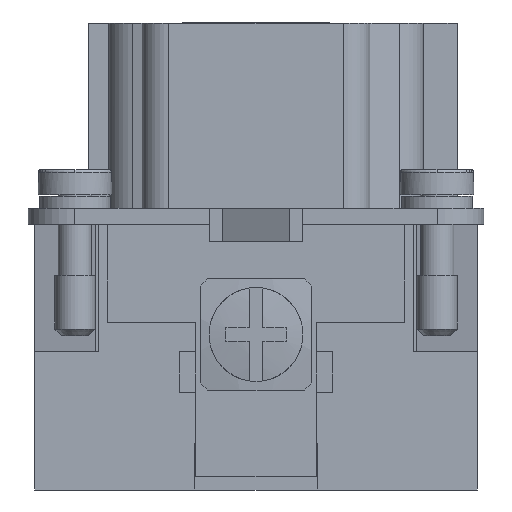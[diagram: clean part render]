
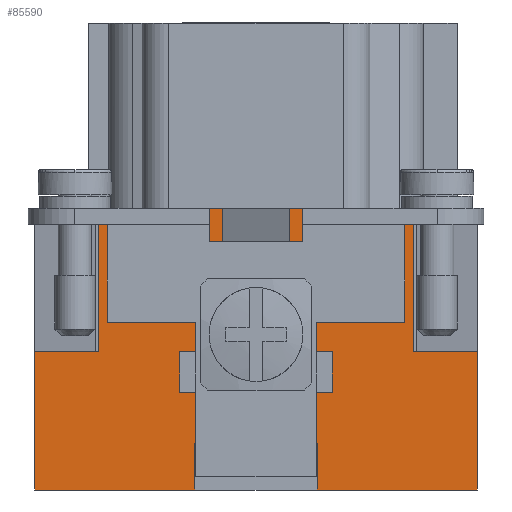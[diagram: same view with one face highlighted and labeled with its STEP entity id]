
A CAD part, left-side view. The second image highlights one B-rep face of the part: STEP entity #85590.
In plain terms, the highlighted planar face has unit normal (-1, 0, 0).
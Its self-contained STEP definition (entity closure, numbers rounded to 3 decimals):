
#32980=CARTESIAN_POINT('',(-14.85,11.75,21.));
#32990=VERTEX_POINT('',#32980);
#33020=CARTESIAN_POINT('',(-14.85,11.75,21.));
#33030=DIRECTION('',(0.,0.,-1.));
#33040=VECTOR('',#33030,10.7);
#33050=LINE('',#33020,#33040);
#33060=CARTESIAN_POINT('',(-14.85,11.75,10.3));
#33070=VERTEX_POINT('',#33060);
#33080=EDGE_CURVE('',#32990,#33070,#33050,.T.);
#37200=CARTESIAN_POINT('',(-14.85,4.55,3.5));
#37210=VERTEX_POINT('',#37200);
#37240=CARTESIAN_POINT('',(-14.85,4.55,3.5));
#37250=DIRECTION('',(0.,-1.,0.));
#37260=VECTOR('',#37250,9.1);
#37270=LINE('',#37240,#37260);
#37280=CARTESIAN_POINT('',(-14.85,-4.55,3.5));
#37290=VERTEX_POINT('',#37280);
#37300=EDGE_CURVE('',#37210,#37290,#37270,.T.);
#52450=CARTESIAN_POINT('',(-14.85,16.5,10.3));
#52460=VERTEX_POINT('',#52450);
#52490=CARTESIAN_POINT('',(-14.85,16.5,0.));
#52500=DIRECTION('',(0.,0.,1.));
#52510=VECTOR('',#52500,10.3);
#52520=LINE('',#52490,#52510);
#52530=CARTESIAN_POINT('',(-14.85,16.5,0.));
#52540=VERTEX_POINT('',#52530);
#52550=EDGE_CURVE('',#52540,#52460,#52520,.T.);
#62600=CARTESIAN_POINT('',(-14.85,4.55,0.));
#62610=VERTEX_POINT('',#62600);
#62640=CARTESIAN_POINT('',(-14.85,4.55,0.));
#62650=DIRECTION('',(0.,0.,1.));
#62660=VECTOR('',#62650,3.5);
#62670=LINE('',#62640,#62660);
#62680=EDGE_CURVE('',#62610,#37210,#62670,.T.);
#62860=CARTESIAN_POINT('',(-14.85,-4.55,3.5));
#62870=DIRECTION('',(0.,0.,-1.));
#62880=VECTOR('',#62870,3.5);
#62890=LINE('',#62860,#62880);
#62900=CARTESIAN_POINT('',(-14.85,-4.55,0.));
#62910=VERTEX_POINT('',#62900);
#62920=EDGE_CURVE('',#37290,#62910,#62890,.T.);
#64180=CARTESIAN_POINT('',(-14.85,-4.55,0.));
#64190=DIRECTION('',(0.,-1.,0.));
#64200=VECTOR('',#64190,11.95);
#64210=LINE('',#64180,#64200);
#64220=CARTESIAN_POINT('',(-14.85,-16.5,0.));
#64230=VERTEX_POINT('',#64220);
#64240=EDGE_CURVE('',#62910,#64230,#64210,.T.);
#65280=CARTESIAN_POINT('',(-14.85,16.5,0.));
#65290=DIRECTION('',(0.,-1.,0.));
#65300=VECTOR('',#65290,11.95);
#65310=LINE('',#65280,#65300);
#65320=EDGE_CURVE('',#52540,#62610,#65310,.T.);
#69150=CARTESIAN_POINT('',(-14.85,-11.75,10.3));
#69160=DIRECTION('',(0.,0.,1.));
#69170=VECTOR('',#69160,10.7);
#69180=LINE('',#69150,#69170);
#69190=CARTESIAN_POINT('',(-14.85,-11.75,10.3));
#69200=VERTEX_POINT('',#69190);
#69210=CARTESIAN_POINT('',(-14.85,-11.75,21.));
#69220=VERTEX_POINT('',#69210);
#69230=EDGE_CURVE('',#69200,#69220,#69180,.T.);
#77630=CARTESIAN_POINT('',(-14.85,-16.5,10.3));
#77640=VERTEX_POINT('',#77630);
#77670=CARTESIAN_POINT('',(-14.85,-16.5,10.3));
#77680=DIRECTION('',(0.,1.,0.));
#77690=VECTOR('',#77680,4.75);
#77700=LINE('',#77670,#77690);
#77710=EDGE_CURVE('',#77640,#69200,#77700,.T.);
#85170=CARTESIAN_POINT('',(-14.85,-16.5,0.));
#85180=DIRECTION('',(-1.,0.,0.));
#85190=DIRECTION('',(0.,0.,1.));
#85200=AXIS2_PLACEMENT_3D('',#85170,#85180,#85190);
#85210=PLANE('',#85200);
#85220=ORIENTED_EDGE('',*,*,#77710,.T.);
#85230=CARTESIAN_POINT('',(-14.85,-16.5,0.));
#85240=DIRECTION('',(0.,0.,1.));
#85250=VECTOR('',#85240,10.3);
#85260=LINE('',#85230,#85250);
#85270=EDGE_CURVE('',#64230,#77640,#85260,.T.);
#85280=ORIENTED_EDGE('',*,*,#85270,.T.);
#85290=ORIENTED_EDGE('',*,*,#64240,.T.);
#85300=ORIENTED_EDGE('',*,*,#62920,.T.);
#85310=ORIENTED_EDGE('',*,*,#37300,.T.);
#85320=ORIENTED_EDGE('',*,*,#62680,.T.);
#85330=ORIENTED_EDGE('',*,*,#65320,.T.);
#85340=ORIENTED_EDGE('',*,*,#52550,.F.);
#85350=CARTESIAN_POINT('',(-14.85,11.75,10.3));
#85360=DIRECTION('',(0.,1.,0.));
#85370=VECTOR('',#85360,4.75);
#85380=LINE('',#85350,#85370);
#85390=EDGE_CURVE('',#33070,#52460,#85380,.T.);
#85400=ORIENTED_EDGE('',*,*,#85390,.T.);
#85410=ORIENTED_EDGE('',*,*,#33080,.T.);
#85420=CARTESIAN_POINT('',(-14.85,10.903,21.));
#85430=DIRECTION('',(0.,1.,0.));
#85440=VECTOR('',#85430,0.847);
#85450=LINE('',#85420,#85440);
#85460=CARTESIAN_POINT('',(-14.85,10.903,21.));
#85470=VERTEX_POINT('',#85460);
#85480=EDGE_CURVE('',#85470,#32990,#85450,.T.);
#85490=ORIENTED_EDGE('',*,*,#85480,.T.);
#85500=CARTESIAN_POINT('',(-14.85,-11.75,21.));
#85510=DIRECTION('',(0.,1.,0.));
#85520=VECTOR('',#85510,22.653);
#85530=LINE('',#85500,#85520);
#85540=EDGE_CURVE('',#69220,#85470,#85530,.T.);
#85550=ORIENTED_EDGE('',*,*,#85540,.T.);
#85560=ORIENTED_EDGE('',*,*,#69230,.T.);
#85570=EDGE_LOOP('',(#85560,#85550,#85490,#85410,#85400,#85340,#85330,
#85320,#85310,#85300,#85290,#85280,#85220));
#85580=FACE_OUTER_BOUND('',#85570,.T.);
#85590=ADVANCED_FACE('',(#85580),#85210,.T.);
